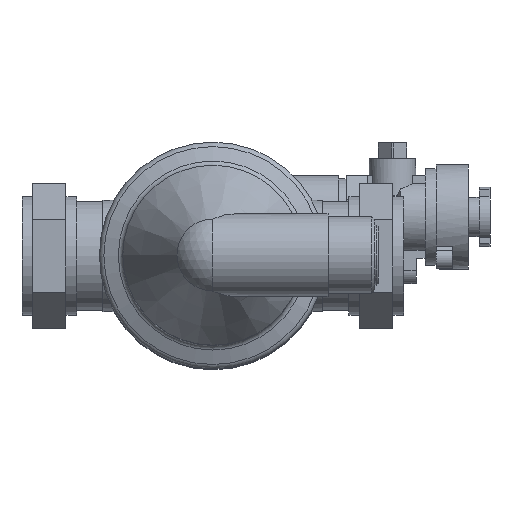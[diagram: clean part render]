
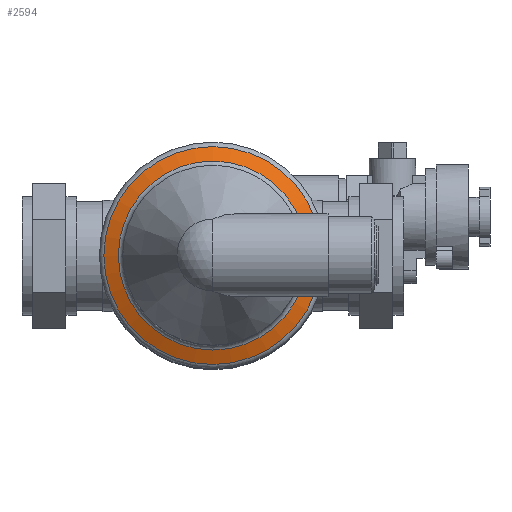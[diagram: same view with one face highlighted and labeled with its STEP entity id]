
A CAD part, top view. The second image highlights one B-rep face of the part: STEP entity #2594.
In plain terms, the highlighted conical face has half-angle 67.768 degrees and reference radius 28.25 mm.
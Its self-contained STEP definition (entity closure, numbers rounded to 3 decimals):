
#18=CONICAL_SURFACE('',#2817,28.25,1.183);
#603=FACE_BOUND('',#919,.T.);
#703=FACE_OUTER_BOUND('',#918,.T.);
#918=EDGE_LOOP('',(#1983));
#919=EDGE_LOOP('',(#1984));
#1110=CIRCLE('',#2818,30.257);
#1111=CIRCLE('',#2819,26.243);
#1275=VERTEX_POINT('',#4333);
#1276=VERTEX_POINT('',#4335);
#1545=EDGE_CURVE('',#1275,#1275,#1110,.T.);
#1546=EDGE_CURVE('',#1276,#1276,#1111,.T.);
#1983=ORIENTED_EDGE('',*,*,#1545,.T.);
#1984=ORIENTED_EDGE('',*,*,#1546,.F.);
#2594=ADVANCED_FACE('',(#703,#603),#18,.T.);
#2817=AXIS2_PLACEMENT_3D('',#4332,#3280,#3281);
#2818=AXIS2_PLACEMENT_3D('',#4334,#3282,#3283);
#2819=AXIS2_PLACEMENT_3D('',#4336,#3284,#3285);
#3280=DIRECTION('center_axis',(0.,0.,
-1.));
#3281=DIRECTION('ref_axis',(1.,0.,0.));
#3282=DIRECTION('center_axis',(0.,0.,
1.));
#3283=DIRECTION('ref_axis',(-1.,0.,0.));
#3284=DIRECTION('center_axis',(0.,0.,
1.));
#3285=DIRECTION('ref_axis',(-1.,0.,0.));
#4332=CARTESIAN_POINT('Origin',(0.,0.,139.186));
#4333=CARTESIAN_POINT('',(30.257,0.,138.366));
#4334=CARTESIAN_POINT('Origin',(0.,0.,138.366));
#4335=CARTESIAN_POINT('',(26.243,0.,140.006));
#4336=CARTESIAN_POINT('Origin',(0.,0.,140.006));
